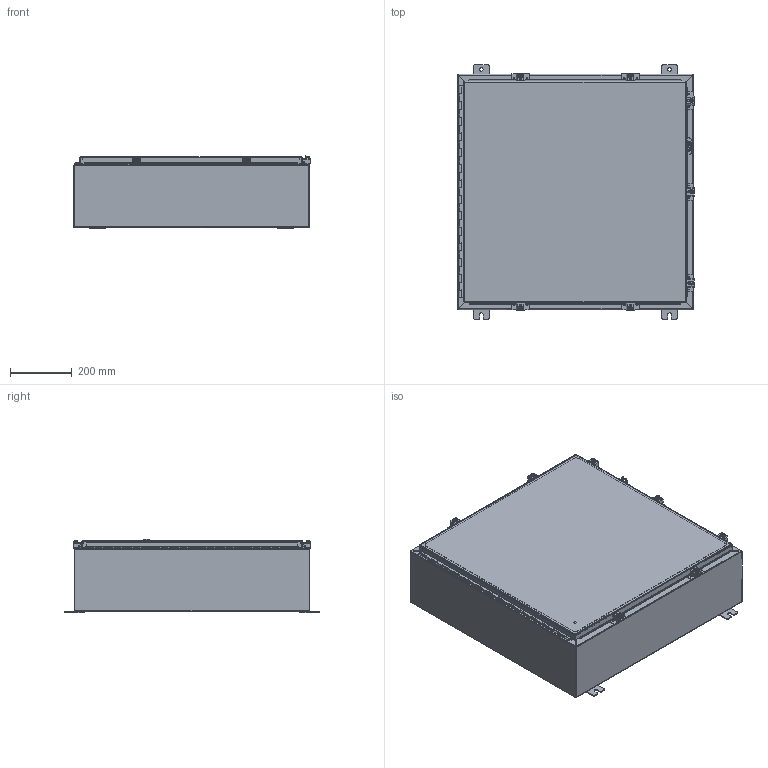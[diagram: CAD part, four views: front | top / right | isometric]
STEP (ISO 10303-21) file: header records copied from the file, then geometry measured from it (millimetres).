
FILE_DESCRIPTION(/* description */ ('MOUNTING FEET, N4 & N12, 2 X 2.5'),/* implementation_level */ '2;1');
FILE_NAME(/* name */ 'SSN4303008.stp',/* time_stamp */ '2016-11-04T19:02:59+06:00',/* author */ ('sdirisala'),/* organization */ ('HUBBELL WIEGMANN'),/* preprocessor_version */ 'ST-DEVELOPER v16.1',/* originating_system */ 'Autodesk Inventor 2016',/* authorisation */ 'MATTHEW SUMMERS');
FILE_SCHEMA (('AUTOMOTIVE_DESIGN { 1 0 10303 214 3 1 1 }'));
Length unit declared in the file: inch
Products named in the file (19): 34871; 38412; SSN4303008BKP; 32912; 28x28; 38846; SSN43030LID; 328139L; 328139T; 328139P; 328139; 38859; HFW30828 & HFW30829 CLAMP; HFW30828 & HFW30829 SCREW; HFW30828 & HFW30829 WASHER; 30818; HFW30828 & HFW30829 SPRING; HFW30828; SSN4303008
Assembly tree (36 placements, depth 3):
  SSN4303008
    34871  x4
    38412
    SSN4303008BKP
    32912
    28x28
    38846
    SSN43030LID
    328139
      328139L
      328139T
      328139P
    38859  x4
    HFW30828  x7
      HFW30828 & HFW30829 CLAMP
      HFW30828 & HFW30829 SCREW
      HFW30828 & HFW30829 WASHER
      HFW30828 & HFW30829 SPRING
    30818  x7
Bounding box: 765.44 x 825.5 x 237.62 mm (x, y, z)
Volume: 4001071.9 mm3; surface area: 4154119.9 mm2
Topology: 45 solids, 157 shells, 1607 faces, 4189 edges, 2841 vertices
Faces by surface type: plane 795, cylinder 447, bspline 248, cone 76, torus 41
Full cylindrical faces by diameter (mm): 2.794 x28, 3.048 x1, 3.967 x1, 5.359 x7, 6.35 x1, 7.163 x7, 8.382 x8, 8.56 x1, 8.89 x7, 11.125 x4, 12.7 x1, 13.208 x7, 15.875 x11
Entity records: 29267 total; most frequent: CARTESIAN_POINT 10706, ORIENTED_EDGE 3678, DIRECTION 3494, EDGE_CURVE 1869, VERTEX_POINT 1214, LINE 1198, VECTOR 1198, AXIS2_PLACEMENT_3D 1148
